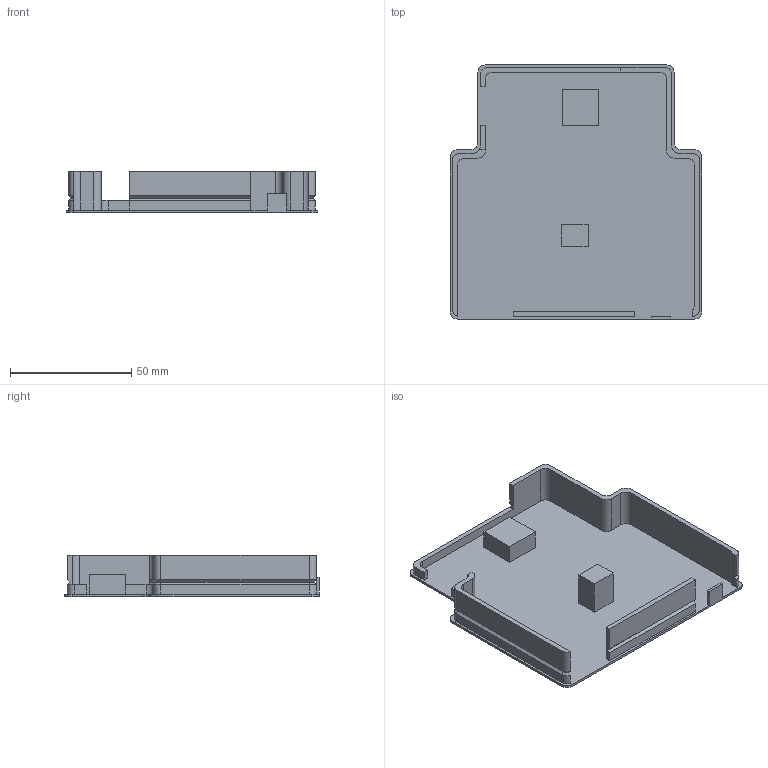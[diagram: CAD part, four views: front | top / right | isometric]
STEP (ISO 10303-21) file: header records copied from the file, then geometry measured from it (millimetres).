
FILE_DESCRIPTION(/* description */ (''),/* implementation_level */ '2;1');
FILE_NAME(/* name */ 'Backcover_V3.step',/* time_stamp */ '2025-09-28T16:25:40+02:00',/* author */ (''),/* organization */ (''),/* preprocessor_version */ 'ST-DEVELOPER v20.1',/* originating_system */ 'Autodesk Translation Framework v14.17.0.0',/* authorisation */ '');
FILE_SCHEMA (('AUTOMOTIVE_DESIGN { 1 0 10303 214 3 1 1 }'));
Length unit declared in the file: millimetre
Products named in the file (1): 2025-09-27-08-46-51-768
Bounding box: 104 x 105 x 17 mm (x, y, z)
Volume: 22165 mm3; surface area: 30998.3 mm2
Topology: 1 solids, 1 shells, 121 faces, 304 edges, 190 vertices
Faces by surface type: plane 77, cylinder 30, cone 8, bspline 6
Entity records: 3601 total; most frequent: CARTESIAN_POINT 646, ORIENTED_EDGE 608, DIRECTION 604, EDGE_CURVE 304, LINE 236, VECTOR 236, VERTEX_POINT 190, AXIS2_PLACEMENT_3D 184
